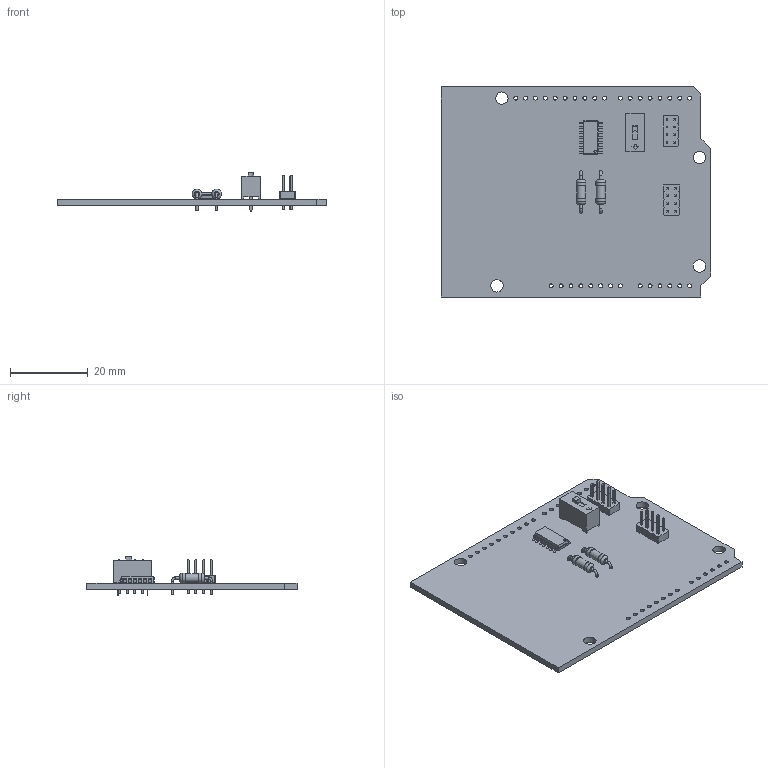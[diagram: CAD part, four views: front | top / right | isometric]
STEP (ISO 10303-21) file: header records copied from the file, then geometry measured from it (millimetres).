
FILE_DESCRIPTION(('KiCad electronic assembly'),'2;1');
FILE_NAME('JoystickCtrl.step','2021-01-31T20:12:41',('An Author'),( 'A Company'),'Open CASCADE STEP processor 6.9', 'KiCad to STEP converter','Unknown');
FILE_SCHEMA(('AUTOMOTIVE_DESIGN { 1 0 10303 214 1 1 1 1 }'));
Length unit declared in the file: millimetre
Products named in the file (10): Open CASCADE STEP translator 6.9 1; PinHeader_2x04_P2.00mm_Vertical; SOLID; R_Axial_DIN0207_L6.3mm_D2.5mm_P10.16mm_Horizontal; SW_DIP_SPSTx01_Slide_9.78x4.72mm_W7.62mm_P2.54mm; SOIC-14_3.9x8.7mm_P1.27mm; COMPOUND
Assembly tree (11 placements, depth 3):
  Open CASCADE STEP translator 6.9 1
    PinHeader_2x04_P2.00mm_Vertical  x2
      SOLID
    R_Axial_DIN0207_L6.3mm_D2.5mm_P10.16mm_Horizontal  x2
      SOLID
    SW_DIP_SPSTx01_Slide_9.78x4.72mm_W7.62mm_P2.54mm
      SOLID
    SOIC-14_3.9x8.7mm_P1.27mm
      SOLID
    COMPOUND
Bounding box: 69.2 x 54 x 9.95 mm (x, y, z)
Volume: 6313.3 mm3; surface area: 8940 mm2
Topology: 7 solids, 7 shells, 742 faces, 1832 edges, 1149 vertices
Faces by surface type: plane 565, cylinder 131, bspline 38, torus 8
Full cylindrical faces by diameter (mm): 0.6 x9, 0.8 x22, 1 x32, 2.25 x2, 2.5 x4, 3.2 x4
Entity records: 39018 total; most frequent: CARTESIAN_POINT 7097, DIRECTION 5228, LINE 3605, VECTOR 3605, ORIENTED_EDGE 2814, PCURVE 2814, DEFINITIONAL_REPRESENTATION 2814, EDGE_CURVE 1407
